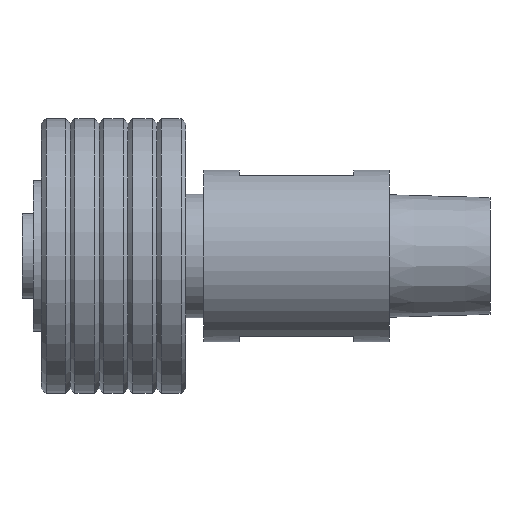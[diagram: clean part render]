
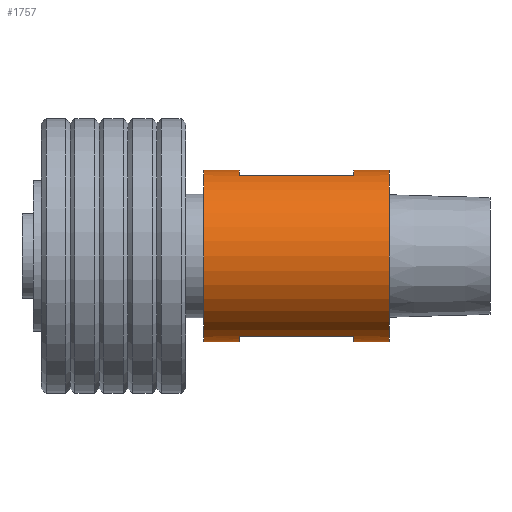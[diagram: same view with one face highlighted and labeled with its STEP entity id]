
A CAD part, left-side view. The second image highlights one B-rep face of the part: STEP entity #1757.
In plain terms, the highlighted cylindrical face has radius 9.525 mm (diameter 19.05 mm), a full revolution.
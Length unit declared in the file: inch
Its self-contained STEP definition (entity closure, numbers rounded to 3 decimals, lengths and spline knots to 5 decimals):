
#1538=CARTESIAN_POINT('',(0.13463,-0.5035,0.35));
#1539=VERTEX_POINT('',#1538);
#1540=CARTESIAN_POINT('',(-0.13463,-0.5035,0.35));
#1541=VERTEX_POINT('',#1540);
#1542=CARTESIAN_POINT('',(0.,-0.5035,0.));
#1543=DIRECTION('',(0.0,-1.0,0.0));
#1544=DIRECTION('',(0.0,0.0,-1.0));
#1545=AXIS2_PLACEMENT_3D('',#1542,#1543,#1544);
#1546=CIRCLE('',#1545,0.375);
#1547=EDGE_CURVE('',#1539,#1541,#1546,.T.);
#1563=CARTESIAN_POINT('',(0.13463,-0.0035,0.35));
#1564=VERTEX_POINT('',#1563);
#1565=CARTESIAN_POINT('',(0.13463,-0.0035,0.35));
#1566=DIRECTION('',(0.0,-1.0,0.0));
#1567=VECTOR('',#1566,0.5);
#1568=LINE('',#1565,#1567);
#1569=EDGE_CURVE('',#1564,#1539,#1568,.T.);
#1571=CARTESIAN_POINT('',(-0.13463,-0.0035,0.35));
#1572=VERTEX_POINT('',#1571);
#1579=CARTESIAN_POINT('',(-0.13463,-0.5035,0.35));
#1580=DIRECTION('',(0.0,1.0,0.0));
#1581=VECTOR('',#1580,0.5);
#1582=LINE('',#1579,#1581);
#1583=EDGE_CURVE('',#1541,#1572,#1582,.T.);
#1594=CARTESIAN_POINT('',(0.,-0.0035,0.));
#1595=DIRECTION('',(0.0,1.0,0.0));
#1596=DIRECTION('',(0.0,0.0,-1.0));
#1597=AXIS2_PLACEMENT_3D('',#1594,#1595,#1596);
#1598=CIRCLE('',#1597,0.375);
#1599=EDGE_CURVE('',#1572,#1564,#1598,.T.);
#1610=CARTESIAN_POINT('',(-0.13463,-0.0035,-0.35));
#1611=VERTEX_POINT('',#1610);
#1612=CARTESIAN_POINT('',(-0.13463,-0.5035,-0.35));
#1613=VERTEX_POINT('',#1612);
#1614=CARTESIAN_POINT('',(-0.13463,-0.0035,-0.35));
#1615=DIRECTION('',(0.0,-1.0,0.0));
#1616=VECTOR('',#1615,0.5);
#1617=LINE('',#1614,#1616);
#1618=EDGE_CURVE('',#1611,#1613,#1617,.T.);
#1620=CARTESIAN_POINT('',(0.13463,-0.0035,-0.35));
#1621=VERTEX_POINT('',#1620);
#1628=CARTESIAN_POINT('',(0.13463,-0.5035,-0.35));
#1629=VERTEX_POINT('',#1628);
#1630=CARTESIAN_POINT('',(0.13463,-0.5035,-0.35));
#1631=DIRECTION('',(0.0,1.0,0.0));
#1632=VECTOR('',#1631,0.5);
#1633=LINE('',#1630,#1632);
#1634=EDGE_CURVE('',#1629,#1621,#1633,.T.);
#1650=CARTESIAN_POINT('',(0.,-0.5035,0.));
#1651=DIRECTION('',(0.0,-1.0,0.0));
#1652=DIRECTION('',(0.0,0.0,-1.0));
#1653=AXIS2_PLACEMENT_3D('',#1650,#1651,#1652);
#1654=CIRCLE('',#1653,0.375);
#1655=EDGE_CURVE('',#1613,#1629,#1654,.T.);
#1666=CARTESIAN_POINT('',(0.,-0.0035,0.));
#1667=DIRECTION('',(0.0,1.0,0.0));
#1668=DIRECTION('',(0.0,0.0,-1.0));
#1669=AXIS2_PLACEMENT_3D('',#1666,#1667,#1668);
#1670=CIRCLE('',#1669,0.375);
#1671=EDGE_CURVE('',#1621,#1611,#1670,.T.);
#1677=CARTESIAN_POINT('',(0.,-0.2535,0.));
#1678=DIRECTION('',(0.,-1.0,0.));
#1679=DIRECTION('',(0.0,0.0,-1.0));
#1680=AXIS2_PLACEMENT_3D('',#1677,#1678,#1679);
#1681=CYLINDRICAL_SURFACE('',#1680,0.375);
#1682=CARTESIAN_POINT('',(0.,-0.6585,-0.375));
#1683=VERTEX_POINT('',#1682);
#1684=CARTESIAN_POINT('',(0.,-0.6585,0.));
#1685=DIRECTION('',(0.0,-1.0,0.0));
#1686=DIRECTION('',(0.0,0.0,-1.0));
#1687=AXIS2_PLACEMENT_3D('',#1684,#1685,#1686);
#1688=CIRCLE('',#1687,0.375);
#1689=EDGE_CURVE('',#1683,#1683,#1688,.T.);
#1690=ORIENTED_EDGE('',*,*,#1689,.F.);
#1691=EDGE_LOOP('',(#1690));
#1692=FACE_OUTER_BOUND('',#1691,.T.);
#1693=CARTESIAN_POINT('',(0.34078,-0.1855,0.1565));
#1694=VERTEX_POINT('',#1693);
#1695=CARTESIAN_POINT('',(0.34078,-0.1855,0.1565));
#1696=CARTESIAN_POINT('',(0.34078,-0.16557,0.1565));
#1697=CARTESIAN_POINT('',(0.34272,-0.14451,0.15247));
#1698=CARTESIAN_POINT('',(0.34941,-0.10604,0.13643));
#1699=CARTESIAN_POINT('',(0.35405,-0.08861,0.12443));
#1700=CARTESIAN_POINT('',(0.36255,-0.06109,0.09691));
#1701=CARTESIAN_POINT('',(0.367,-0.04908,0.07947));
#1702=CARTESIAN_POINT('',(0.37326,-0.03303,0.04098));
#1703=CARTESIAN_POINT('',(0.375,-0.029,0.01991));
#1704=CARTESIAN_POINT('',(0.375,-0.029,-0.01991));
#1705=CARTESIAN_POINT('',(0.37326,-0.03303,-0.04098));
#1706=CARTESIAN_POINT('',(0.367,-0.04908,-0.07947));
#1707=CARTESIAN_POINT('',(0.36255,-0.06109,-0.09691));
#1708=CARTESIAN_POINT('',(0.35405,-0.08861,-0.12443));
#1709=CARTESIAN_POINT('',(0.34941,-0.10604,-0.13643));
#1710=CARTESIAN_POINT('',(0.34272,-0.14451,-0.15247));
#1711=CARTESIAN_POINT('',(0.34078,-0.16557,-0.1565));
#1712=CARTESIAN_POINT('',(0.34078,-0.20543,-0.1565));
#1713=CARTESIAN_POINT('',(0.34272,-0.22649,-0.15247));
#1714=CARTESIAN_POINT('',(0.34941,-0.26496,-0.13643));
#1715=CARTESIAN_POINT('',(0.35405,-0.28239,-0.12443));
#1716=CARTESIAN_POINT('',(0.36255,-0.30991,-0.09691));
#1717=CARTESIAN_POINT('',(0.367,-0.32192,-0.07947));
#1718=CARTESIAN_POINT('',(0.37326,-0.33797,-0.04098));
#1719=CARTESIAN_POINT('',(0.375,-0.342,-0.01991));
#1720=CARTESIAN_POINT('',(0.375,-0.342,0.01991));
#1721=CARTESIAN_POINT('',(0.37326,-0.33797,0.04098));
#1722=CARTESIAN_POINT('',(0.367,-0.32192,0.07947));
#1723=CARTESIAN_POINT('',(0.36255,-0.30991,0.09691));
#1724=CARTESIAN_POINT('',(0.35405,-0.28239,0.12443));
#1725=CARTESIAN_POINT('',(0.34941,-0.26496,0.13643));
#1726=CARTESIAN_POINT('',(0.34272,-0.22649,0.15247));
#1727=CARTESIAN_POINT('',(0.34078,-0.20543,0.1565));
#1728=CARTESIAN_POINT('',(0.34078,-0.1855,0.1565));
#1729=B_SPLINE_CURVE_WITH_KNOTS('',3,(#1695,#1696,#1697,#1698,#1699,#1700,#1701,#1702,#1703,#1704,#1705,#1706,#1707,#1708,#1709,#1710,#1711,#1712,#1713,#1714,#1715,#1716,#1717,#1718,#1719,#1720,#1721,#1722,#1723,#1724,#1725,#1726,#1727,#1728),.UNSPECIFIED.,.T.,.U.,(4,2,2,2,2,2,2,2,2,2,2,2,2,2,2,2,4),(0.0,0.15187,0.30374,0.45542,0.60711,0.75879,0.91048,1.06235,1.21422,1.36609,1.51796,1.66964,1.82132,1.97301,2.12469,2.27656,2.42843),.UNSPECIFIED.);
#1730=EDGE_CURVE('',#1694,#1694,#1729,.T.);
#1731=ORIENTED_EDGE('',*,*,#1730,.T.);
#1732=EDGE_LOOP('',(#1731));
#1733=FACE_BOUND('',#1732,.T.);
#1734=ORIENTED_EDGE('',*,*,#1583,.T.);
#1735=ORIENTED_EDGE('',*,*,#1599,.T.);
#1736=ORIENTED_EDGE('',*,*,#1569,.T.);
#1737=ORIENTED_EDGE('',*,*,#1547,.T.);
#1738=EDGE_LOOP('',(#1734,#1735,#1736,#1737));
#1739=FACE_BOUND('',#1738,.T.);
#1740=ORIENTED_EDGE('',*,*,#1655,.T.);
#1741=ORIENTED_EDGE('',*,*,#1634,.T.);
#1742=ORIENTED_EDGE('',*,*,#1671,.T.);
#1743=ORIENTED_EDGE('',*,*,#1618,.T.);
#1744=EDGE_LOOP('',(#1740,#1741,#1742,#1743));
#1745=FACE_BOUND('',#1744,.T.);
#1746=CARTESIAN_POINT('',(0.,0.1515,-0.375));
#1747=VERTEX_POINT('',#1746);
#1748=CARTESIAN_POINT('',(0.,0.1515,0.));
#1749=DIRECTION('',(0.0,-1.0,0.0));
#1750=DIRECTION('',(0.0,0.0,-1.0));
#1751=AXIS2_PLACEMENT_3D('',#1748,#1749,#1750);
#1752=CIRCLE('',#1751,0.375);
#1753=EDGE_CURVE('',#1747,#1747,#1752,.T.);
#1754=ORIENTED_EDGE('',*,*,#1753,.T.);
#1755=EDGE_LOOP('',(#1754));
#1756=FACE_BOUND('',#1755,.T.);
#1757=ADVANCED_FACE('',(#1692,#1733,#1739,#1745,#1756),#1681,.T.);
